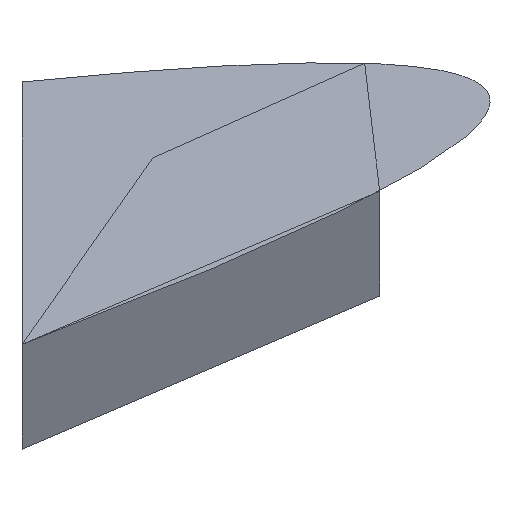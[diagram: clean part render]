
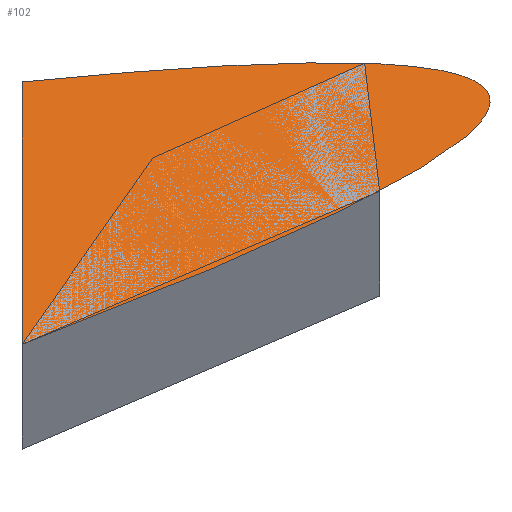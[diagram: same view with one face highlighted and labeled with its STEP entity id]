
A CAD part, isometric view. The second image highlights one B-rep face of the part: STEP entity #102.
In plain terms, the highlighted planar face has unit normal (0, 0, 1).
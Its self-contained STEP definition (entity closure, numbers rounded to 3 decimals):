
#73=CARTESIAN_POINT('',(0.0,0.0,0.0));
#74=VERTEX_POINT('no 4643',#73);
#75=CARTESIAN_POINT('',(127.0,127.0,0.0));
#76=VERTEX_POINT('no 4650',#75);
#77=CARTESIAN_POINT('',(0.0,0.0,0.0));
#78=CARTESIAN_POINT('',(101.6,-21.042,0.0));
#79=CARTESIAN_POINT('',(177.8,-31.563,0.0));
#80=CARTESIAN_POINT('',(228.6,-31.563,0.0));
#81=CARTESIAN_POINT('',(271.961,-13.603,0.0));
#82=CARTESIAN_POINT('',(241.3,35.018,0.0));
#83=CARTESIAN_POINT('',(215.9,60.418,0.0));
#84=CARTESIAN_POINT('',(177.8,91.079,0.0));
#85=CARTESIAN_POINT('',(127.0,127.0,0.0));
#86=B_SPLINE_CURVE_WITH_KNOTS('',5,(#77,#78,#79,#80,#81,#82,#83,#84,#85),.UNSPECIFIED.,.F.,.U.,
 (6,3,6),(0.0,254.0,433.605),.UNSPECIFIED.);
#87=EDGE_CURVE('no 4647',#74,#76,#86,.T.);
#88=ORIENTED_EDGE('no 4658',*,*,#87,.T.);
#89=CARTESIAN_POINT('',(63.5,63.5,0.0));
#90=DIRECTION('',(0.707,0.707,0.0));
#91=VECTOR('',#90,1.0);
#92=LINE('',#89,#91);
#93=EDGE_CURVE('no 4652',#74,#76,#92,.T.);
#94=ORIENTED_EDGE('no 4659',*,*,#93,.F.);
#95=EDGE_LOOP('',(#88,#94));
#96=FACE_OUTER_BOUND('',#95,.T.);
#97=CARTESIAN_POINT('',(125.03,38.013,0.0));
#98=DIRECTION('',(0.0,0.0,1.0));
#99=DIRECTION('',(-0.703,-0.711,0.0));
#100=AXIS2_PLACEMENT_3D('',#97,#98,#99);
#101=PLANE('',#100);
#102=ADVANCED_FACE('no 4661',(#96),#101,.T.);
